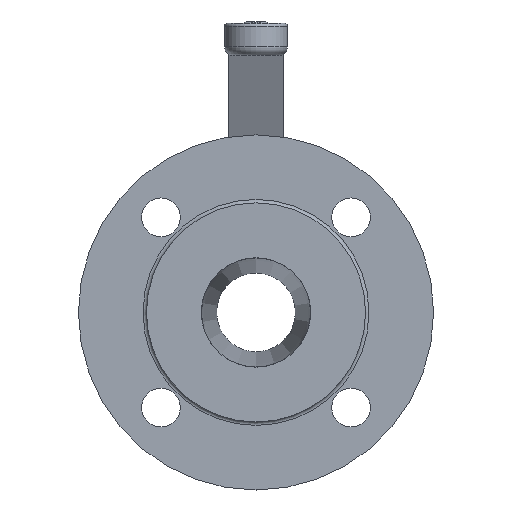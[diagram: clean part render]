
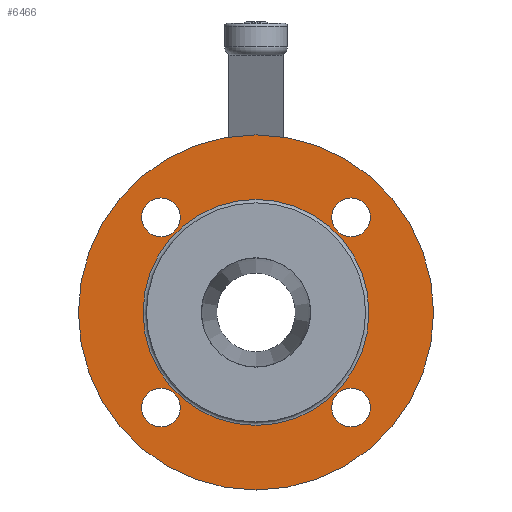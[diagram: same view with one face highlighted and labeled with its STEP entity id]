
A CAD part, left-side view. The second image highlights one B-rep face of the part: STEP entity #6466.
In plain terms, the highlighted planar face has unit normal (-1, 0, 0).
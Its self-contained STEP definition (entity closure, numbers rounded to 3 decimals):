
#1169=PLANE('',#6901);
#1716=FACE_BOUND('',#2198,.T.);
#1717=FACE_BOUND('',#2199,.T.);
#1718=FACE_BOUND('',#2200,.T.);
#1719=FACE_BOUND('',#2201,.T.);
#1720=FACE_BOUND('',#2202,.T.);
#1784=FACE_OUTER_BOUND('',#2197,.T.);
#2197=EDGE_LOOP('',(#4525));
#2198=EDGE_LOOP('',(#4526));
#2199=EDGE_LOOP('',(#4527));
#2200=EDGE_LOOP('',(#4528));
#2201=EDGE_LOOP('',(#4529));
#2202=EDGE_LOOP('',(#4530));
#2649=CIRCLE('',#6870,9.);
#2651=CIRCLE('',#6873,9.);
#2653=CIRCLE('',#6876,9.);
#2655=CIRCLE('',#6879,9.);
#2668=CIRCLE('',#6902,82.5);
#2669=CIRCLE('',#6903,52.5);
#2970=VERTEX_POINT('',#9293);
#2972=VERTEX_POINT('',#9298);
#2974=VERTEX_POINT('',#9303);
#2976=VERTEX_POINT('',#9308);
#2995=VERTEX_POINT('',#9360);
#2996=VERTEX_POINT('',#9362);
#3548=EDGE_CURVE('',#2970,#2970,#2649,.T.);
#3550=EDGE_CURVE('',#2972,#2972,#2651,.T.);
#3552=EDGE_CURVE('',#2974,#2974,#2653,.T.);
#3554=EDGE_CURVE('',#2976,#2976,#2655,.T.);
#3577=EDGE_CURVE('',#2995,#2995,#2668,.T.);
#3578=EDGE_CURVE('',#2996,#2996,#2669,.T.);
#4525=ORIENTED_EDGE('',*,*,#3577,.F.);
#4526=ORIENTED_EDGE('',*,*,#3548,.T.);
#4527=ORIENTED_EDGE('',*,*,#3550,.T.);
#4528=ORIENTED_EDGE('',*,*,#3552,.T.);
#4529=ORIENTED_EDGE('',*,*,#3554,.T.);
#4530=ORIENTED_EDGE('',*,*,#3578,.T.);
#6466=ADVANCED_FACE('',(#1784,#1716,#1717,#1718,#1719,#1720),#1169,.T.);
#6870=AXIS2_PLACEMENT_3D('',#9294,#7565,#7566);
#6873=AXIS2_PLACEMENT_3D('',#9299,#7571,#7572);
#6876=AXIS2_PLACEMENT_3D('',#9304,#7577,#7578);
#6879=AXIS2_PLACEMENT_3D('',#9309,#7583,#7584);
#6901=AXIS2_PLACEMENT_3D('',#9359,#7637,#7638);
#6902=AXIS2_PLACEMENT_3D('',#9361,#7639,#7640);
#6903=AXIS2_PLACEMENT_3D('',#9363,#7641,#7642);
#7565=DIRECTION('center_axis',(1.,0.,0.));
#7566=DIRECTION('ref_axis',(0.,0.,
-1.));
#7571=DIRECTION('center_axis',(1.,0.,0.));
#7572=DIRECTION('ref_axis',(0.,0.,
-1.));
#7577=DIRECTION('center_axis',(1.,0.,0.));
#7578=DIRECTION('ref_axis',(0.,0.,
-1.));
#7583=DIRECTION('center_axis',(1.,0.,0.));
#7584=DIRECTION('ref_axis',(0.,0.,
-1.));
#7637=DIRECTION('center_axis',(-1.,0.,0.));
#7638=DIRECTION('ref_axis',(0.,0.,-1.));
#7639=DIRECTION('center_axis',(1.,0.,0.));
#7640=DIRECTION('ref_axis',(0.,0.,
1.));
#7641=DIRECTION('center_axis',(1.,0.,0.));
#7642=DIRECTION('ref_axis',(0.,0.,
1.));
#9293=CARTESIAN_POINT('',(-160.54,-44.194,-35.194));
#9294=CARTESIAN_POINT('Origin',(-160.54,-44.194,-44.194));
#9298=CARTESIAN_POINT('',(-160.54,44.194,-35.194));
#9299=CARTESIAN_POINT('Origin',(-160.54,44.194,-44.194));
#9303=CARTESIAN_POINT('',(-160.54,-44.194,53.194));
#9304=CARTESIAN_POINT('Origin',(-160.54,-44.194,44.194));
#9308=CARTESIAN_POINT('',(-160.54,44.194,53.194));
#9309=CARTESIAN_POINT('Origin',(-160.54,44.194,44.194));
#9359=CARTESIAN_POINT('Origin',(-160.54,0.,67.5));
#9360=CARTESIAN_POINT('',(-160.54,0.,82.5));
#9361=CARTESIAN_POINT('Origin',(-160.54,0.,0.));
#9362=CARTESIAN_POINT('',(-160.54,0.,52.5));
#9363=CARTESIAN_POINT('Origin',(-160.54,0.,0.));
